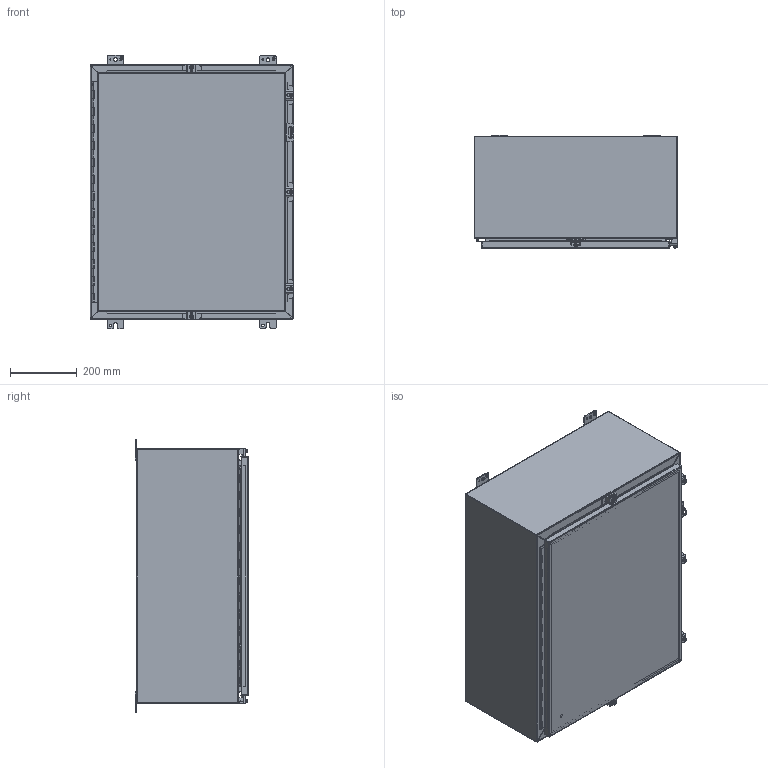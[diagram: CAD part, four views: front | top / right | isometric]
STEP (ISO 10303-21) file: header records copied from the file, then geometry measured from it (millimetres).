
FILE_DESCRIPTION (( 'STEP AP203' ), '1' );
FILE_NAME ('1418N4SSK12_Default.step', '2019-11-01T21:03:19', ( 'ADC123' ), ( 'Microsoft' ), 'SwSTEP 2.0', 'SolidWorks 2019', '' );
FILE_SCHEMA (( 'CONFIG_CONTROL_DESIGN' ));
Length unit declared in the file: inch
Products named in the file (1): 1418N4SSK12_Default
Bounding box: 611.2 x 339.73 x 819.15 mm (x, y, z)
Volume: 4736090.6 mm3; surface area: 4927353.8 mm2
Topology: 45 solids, 46 shells, 1651 faces, 4347 edges, 2838 vertices
Faces by surface type: plane 1013, cylinder 552, bspline 76, cone 10
Entity records: 53426 total; most frequent: CARTESIAN_POINT 12155, ORIENTED_EDGE 8686, DIRECTION 8397, EDGE_CURVE 4343, VECTOR 3049, LINE 3049, VERTEX_POINT 2838, AXIS2_PLACEMENT_3D 2674
